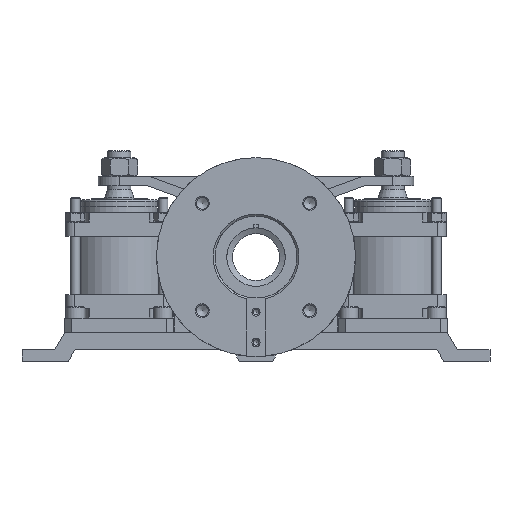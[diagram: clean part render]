
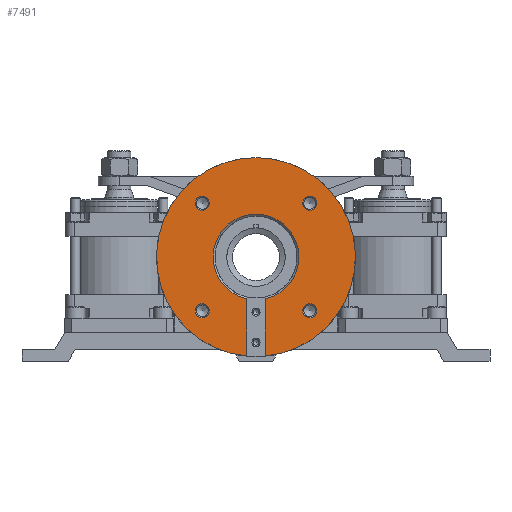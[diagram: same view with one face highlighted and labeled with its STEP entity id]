
A CAD part, front view. The second image highlights one B-rep face of the part: STEP entity #7491.
In plain terms, the highlighted face is planar.
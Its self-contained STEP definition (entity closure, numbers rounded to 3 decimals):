
#7491=ADVANCED_FACE('',(#13684,#13686,#13688,#13690,#13692),#13694,.T.);
#13684=FACE_BOUND('',#13685,.T.);
#13685=EDGE_LOOP('',(#18935,#18936,#18937,#18938,#18939));
#13686=FACE_BOUND('',#13687,.T.);
#13687=EDGE_LOOP('',(#18940));
#13688=FACE_BOUND('',#13689,.T.);
#13689=EDGE_LOOP('',(#18941));
#13690=FACE_BOUND('',#13691,.T.);
#13691=EDGE_LOOP('',(#18942));
#13692=FACE_BOUND('',#13693,.T.);
#13693=EDGE_LOOP('',(#18943));
#13694=PLANE('',#13695);
#13695=AXIS2_PLACEMENT_3D('',#13696,#13697,#13698);
#13696=CARTESIAN_POINT('',(0.,0.,0.));
#13697=DIRECTION('',(0.,0.,1.));
#13698=DIRECTION('',(0.,1.,0.));
#18935=ORIENTED_EDGE('',*,*,#20762,.T.);
#18936=ORIENTED_EDGE('',*,*,#20763,.T.);
#18937=ORIENTED_EDGE('',*,*,#20764,.T.);
#18938=ORIENTED_EDGE('',*,*,#20757,.T.);
#18939=ORIENTED_EDGE('',*,*,#20756,.T.);
#18940=ORIENTED_EDGE('',*,*,#20765,.T.);
#18941=ORIENTED_EDGE('',*,*,#20766,.T.);
#18942=ORIENTED_EDGE('',*,*,#20767,.T.);
#18943=ORIENTED_EDGE('',*,*,#20768,.T.);
#20756=EDGE_CURVE('',#22767,#22765,#22768,.T.);
#20757=EDGE_CURVE('',#22760,#22767,#22769,.T.);
#20762=EDGE_CURVE('',#22765,#22776,#22778,.F.);
#20763=EDGE_CURVE('',#22776,#22779,#22780,.F.);
#20764=EDGE_CURVE('',#22779,#22760,#22781,.F.);
#20765=EDGE_CURVE('',#22782,#22782,#22783,.F.);
#20766=EDGE_CURVE('',#22784,#22784,#22785,.F.);
#20767=EDGE_CURVE('',#22786,#22786,#22787,.F.);
#20768=EDGE_CURVE('',#22788,#22788,#22789,.F.);
#22760=VERTEX_POINT('',#29239);
#22765=VERTEX_POINT('',#29249);
#22767=VERTEX_POINT('',#29253);
#22768=CIRCLE('',#29254,85.);
#22769=CIRCLE('',#29258,85.);
#22776=VERTEX_POINT('',#29275);
#22778=LINE('',#29286,#29287);
#22779=VERTEX_POINT('',#29289);
#22780=CIRCLE('',#29290,36.6);
#22781=LINE('',#29294,#29295);
#22782=VERTEX_POINT('',#29297);
#22783=CIRCLE('',#29298,6.053);
#22784=VERTEX_POINT('',#29302);
#22785=CIRCLE('',#29303,6.053);
#22786=VERTEX_POINT('',#29307);
#22787=CIRCLE('',#29308,6.053);
#22788=VERTEX_POINT('',#29312);
#22789=CIRCLE('',#29313,6.053);
#29239=CARTESIAN_POINT('',(8.,-84.623,0.));
#29249=CARTESIAN_POINT('',(-8.,-84.623,0.));
#29253=CARTESIAN_POINT('',(0.,85.,0.));
#29254=AXIS2_PLACEMENT_3D('',#29255,#29256,#29257);
#29255=CARTESIAN_POINT('',(0.,0.,0.));
#29256=DIRECTION('',(0.,-0.,1.));
#29257=DIRECTION('',(0.,1.,0.));
#29258=AXIS2_PLACEMENT_3D('',#29259,#29260,#29261);
#29259=CARTESIAN_POINT('',(0.,0.,0.));
#29260=DIRECTION('',(0.,-0.,1.));
#29261=DIRECTION('',(0.094,-0.996,0.));
#29275=CARTESIAN_POINT('',(-8.,-35.715,0.));
#29286=CARTESIAN_POINT('',(-8.,-35.715,0.));
#29287=VECTOR('',#29288,1.);
#29288=DIRECTION('',(0.,-1.,0.));
#29289=CARTESIAN_POINT('',(8.,-35.715,0.));
#29290=AXIS2_PLACEMENT_3D('',#29291,#29292,#29293);
#29291=CARTESIAN_POINT('',(0.,0.,0.));
#29292=DIRECTION('',(0.,-0.,1.));
#29293=DIRECTION('',(0.219,-0.976,0.));
#29294=CARTESIAN_POINT('',(8.,-84.623,0.));
#29295=VECTOR('',#29296,1.);
#29296=DIRECTION('',(0.,1.,0.));
#29297=CARTESIAN_POINT('',(-52.015,45.962,0.));
#29298=AXIS2_PLACEMENT_3D('',#29299,#29300,#29301);
#29299=CARTESIAN_POINT('',(-45.962,45.962,0.));
#29300=DIRECTION('',(0.,0.,1.));
#29301=DIRECTION('',(-1.,0.,0.));
#29302=CARTESIAN_POINT('',(-45.962,-52.015,0.));
#29303=AXIS2_PLACEMENT_3D('',#29304,#29305,#29306);
#29304=CARTESIAN_POINT('',(-45.962,-45.962,0.));
#29305=DIRECTION('',(0.,0.,1.));
#29306=DIRECTION('',(0.,-1.,0.));
#29307=CARTESIAN_POINT('',(52.015,-45.962,0.));
#29308=AXIS2_PLACEMENT_3D('',#29309,#29310,#29311);
#29309=CARTESIAN_POINT('',(45.962,-45.962,0.));
#29310=DIRECTION('',(0.,0.,1.));
#29311=DIRECTION('',(1.,0.,0.));
#29312=CARTESIAN_POINT('',(45.962,52.015,0.));
#29313=AXIS2_PLACEMENT_3D('',#29314,#29315,#29316);
#29314=CARTESIAN_POINT('',(45.962,45.962,0.));
#29315=DIRECTION('',(0.,0.,1.));
#29316=DIRECTION('',(0.,1.,0.));
